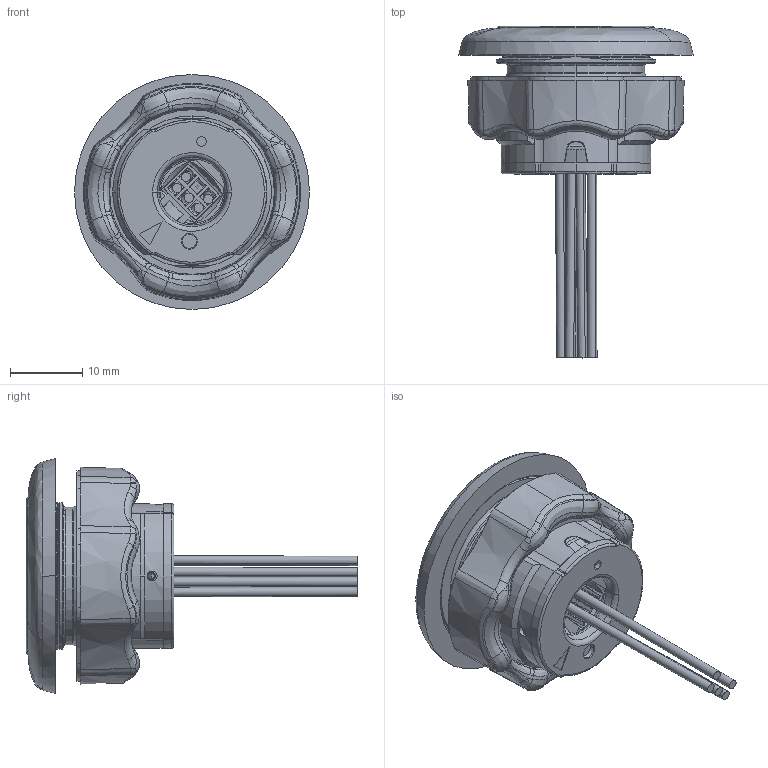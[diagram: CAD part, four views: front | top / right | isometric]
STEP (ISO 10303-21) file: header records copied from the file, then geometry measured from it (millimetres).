
FILE_DESCRIPTION (( 'STEP AP203' ), '1' );
FILE_NAME ('CS10HMODU-C19-0A3F.step', '2024-12-17T17:49:04', ( '' ), ( '' ), 'SwSTEP 2.0', 'SolidWorks 2024', '' );
FILE_SCHEMA (( 'CONFIG_CONTROL_DESIGN' ));
Length unit declared in the file: inch
Products named in the file (1): CS10HMODU-C19-0A3F
Bounding box: 32.44 x 45.8 x 32.44 mm (x, y, z)
Volume: 10428.5 mm3; surface area: 6445.1 mm2
Topology: 7 solids, 7 shells, 854 faces, 2418 edges, 1556 vertices
Faces by surface type: plane 403, bspline 202, cylinder 138, cone 111
Entity records: 34993 total; most frequent: CARTESIAN_POINT 13957, ORIENTED_EDGE 4832, DIRECTION 3815, EDGE_CURVE 2416, VERTEX_POINT 1555, VECTOR 1347, LINE 1347, AXIS2_PLACEMENT_3D 1234
